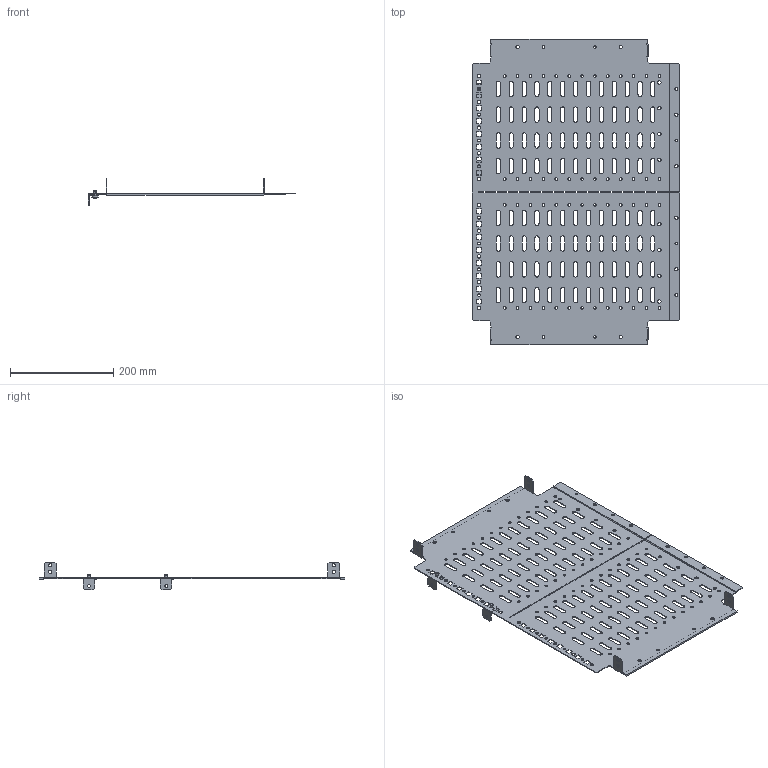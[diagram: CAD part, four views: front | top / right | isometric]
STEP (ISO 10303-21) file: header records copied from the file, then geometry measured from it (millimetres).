
FILE_DESCRIPTION (( 'STEP AP203' ), '1' );
FILE_NAME ('FO-00-SWH-060-040 FORMAT Ïåðåãîðîäêà ñåêö. ãîðèç. 600õ400 øêàô ãëóá. 800 IEK.STEP', '2024-07-25T12:30:07', ( '' ), ( '' ), 'SwSTEP 2.0', 'SolidWorks 2022', '' );
FILE_SCHEMA (( 'CONFIG_CONTROL_DESIGN' ));
Length unit declared in the file: millimetre
Products named in the file (1): FO-00-SWH-060-040 FORMAT Перегородка секц. гориз. 600х400 шкаф глуб. 800 IEK
Bounding box: 403.5 x 593.6 x 54 mm (x, y, z)
Volume: 321235.3 mm3; surface area: 436383.3 mm2
Topology: 5 solids, 5 shells, 1000 faces, 2948 edges, 1960 vertices
Faces by surface type: plane 526, cylinder 458, cone 8, torus 8
Entity records: 34589 total; most frequent: CARTESIAN_POINT 5909, ORIENTED_EDGE 5896, DIRECTION 5890, EDGE_CURVE 2948, LINE 2008, VECTOR 2008, VERTEX_POINT 1960, AXIS2_PLACEMENT_3D 1941
